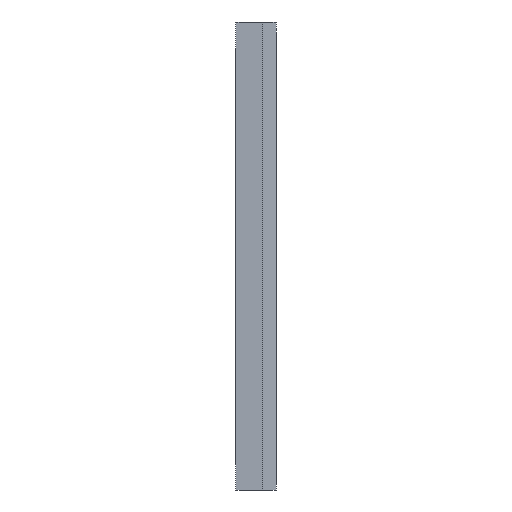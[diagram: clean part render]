
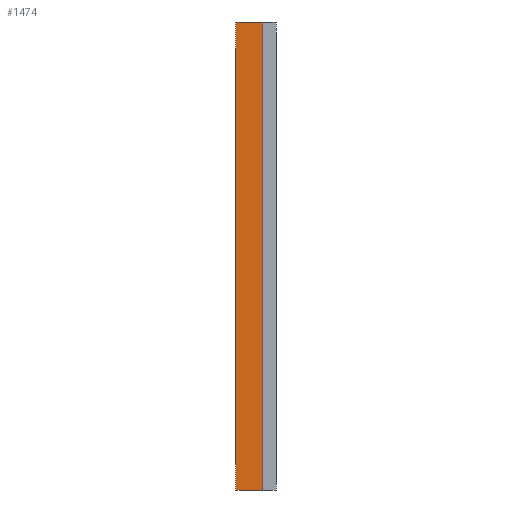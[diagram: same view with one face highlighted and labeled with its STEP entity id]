
A CAD part, front view. The second image highlights one B-rep face of the part: STEP entity #1474.
In plain terms, the highlighted planar face has unit normal (0, -1, 0).
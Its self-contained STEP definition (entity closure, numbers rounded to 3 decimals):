
#116=FACE_OUTER_BOUND('',#220,.T.);
#220=EDGE_LOOP('',(#1233,#1234,#1235,#1236));
#388=LINE('',#2274,#574);
#408=LINE('',#2313,#594);
#411=LINE('',#2319,#597);
#415=LINE('',#2325,#601);
#574=VECTOR('',#1850,10.);
#594=VECTOR('',#1880,10.);
#597=VECTOR('',#1885,10.);
#601=VECTOR('',#1891,10.);
#716=VERTEX_POINT('',#2271);
#717=VERTEX_POINT('',#2273);
#731=VERTEX_POINT('',#2311);
#733=VERTEX_POINT('',#2318);
#888=EDGE_CURVE('',#716,#717,#388,.T.);
#912=EDGE_CURVE('',#731,#716,#408,.T.);
#915=EDGE_CURVE('',#717,#733,#411,.T.);
#919=EDGE_CURVE('',#733,#731,#415,.T.);
#1233=ORIENTED_EDGE('',*,*,#919,.F.);
#1234=ORIENTED_EDGE('',*,*,#915,.F.);
#1235=ORIENTED_EDGE('',*,*,#888,.F.);
#1236=ORIENTED_EDGE('',*,*,#912,.F.);
#1402=PLANE('',#1564);
#1474=ADVANCED_FACE('',(#116),#1402,.F.);
#1564=AXIS2_PLACEMENT_3D('',#2326,#1892,#1893);
#1850=DIRECTION('',(0.,0.,1.));
#1880=DIRECTION('',(-1.,0.,0.));
#1885=DIRECTION('',(1.,0.,0.));
#1891=DIRECTION('',(0.,0.,-1.));
#1892=DIRECTION('center_axis',(0.,1.,0.));
#1893=DIRECTION('ref_axis',(0.,0.,-1.));
#2271=CARTESIAN_POINT('',(122.,-72.4,5.));
#2273=CARTESIAN_POINT('',(122.,-72.4,40.));
#2274=CARTESIAN_POINT('',(122.,-72.4,31.25));
#2311=CARTESIAN_POINT('',(124.,-72.4,5.));
#2313=CARTESIAN_POINT('',(123.,-72.4,5.));
#2318=CARTESIAN_POINT('',(124.,-72.4,40.));
#2319=CARTESIAN_POINT('',(123.,-72.4,40.));
#2325=CARTESIAN_POINT('',(124.,-72.4,31.25));
#2326=CARTESIAN_POINT('Origin',(123.,-72.4,40.));
